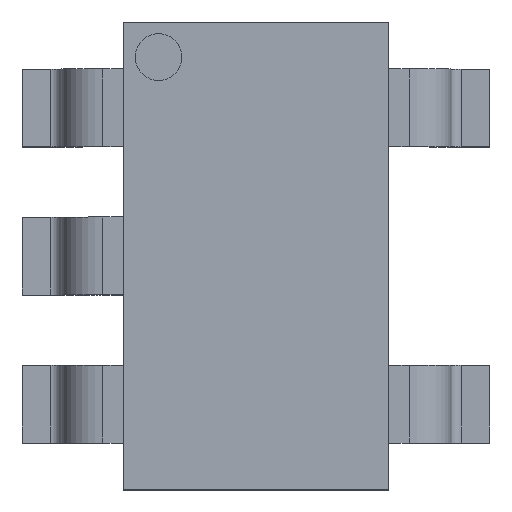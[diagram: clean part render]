
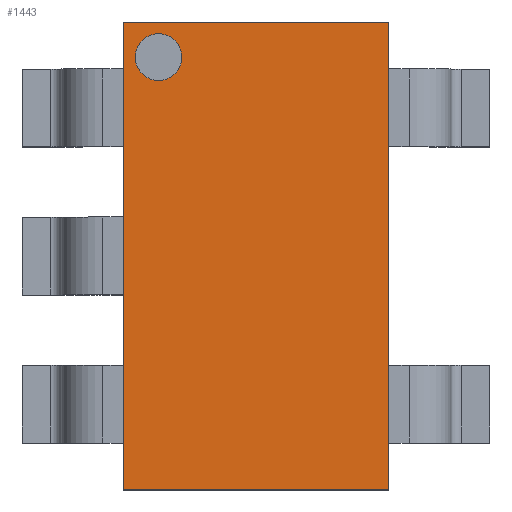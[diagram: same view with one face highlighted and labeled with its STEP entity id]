
A CAD part, top view. The second image highlights one B-rep face of the part: STEP entity #1443.
In plain terms, the highlighted planar face has unit normal (0, 0, 1).
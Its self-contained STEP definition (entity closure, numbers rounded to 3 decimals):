
#14=FACE_BOUND('',#224,.T.);
#61=CIRCLE('',#1558,0.15);
#150=FACE_OUTER_BOUND('',#223,.T.);
#223=EDGE_LOOP('',(#1211,#1212,#1213,#1214));
#224=EDGE_LOOP('',(#1215));
#376=LINE('',#2327,#529);
#377=LINE('',#2329,#530);
#378=LINE('',#2331,#531);
#379=LINE('',#2332,#532);
#529=VECTOR('',#1929,1.);
#530=VECTOR('',#1930,1.);
#531=VECTOR('',#1931,1.);
#532=VECTOR('',#1932,1.);
#662=VERTEX_POINT('',#2320);
#663=VERTEX_POINT('',#2325);
#664=VERTEX_POINT('',#2326);
#665=VERTEX_POINT('',#2328);
#666=VERTEX_POINT('',#2330);
#853=EDGE_CURVE('',#662,#662,#61,.T.);
#854=EDGE_CURVE('',#663,#664,#376,.T.);
#855=EDGE_CURVE('',#664,#665,#377,.T.);
#856=EDGE_CURVE('',#665,#666,#378,.T.);
#857=EDGE_CURVE('',#666,#663,#379,.T.);
#1211=ORIENTED_EDGE('',*,*,#854,.T.);
#1212=ORIENTED_EDGE('',*,*,#855,.T.);
#1213=ORIENTED_EDGE('',*,*,#856,.T.);
#1214=ORIENTED_EDGE('',*,*,#857,.T.);
#1215=ORIENTED_EDGE('',*,*,#853,.T.);
#1302=PLANE('',#1560);
#1443=ADVANCED_FACE('',(#150,#14),#1302,.T.);
#1558=AXIS2_PLACEMENT_3D('',#2322,#1923,#1924);
#1560=AXIS2_PLACEMENT_3D('',#2324,#1927,#1928);
#1923=DIRECTION('center_axis',(0.,0.,-1.));
#1924=DIRECTION('ref_axis',(1.,0.,0.));
#1927=DIRECTION('center_axis',(0.,0.,1.));
#1928=DIRECTION('ref_axis',(1.,0.,0.));
#1929=DIRECTION('',(0.,1.,0.));
#1930=DIRECTION('',(-1.,0.,0.));
#1931=DIRECTION('',(0.,-1.,0.));
#1932=DIRECTION('',(1.,0.,0.));
#2320=CARTESIAN_POINT('',(0.075,2.775,1.));
#2322=CARTESIAN_POINT('Origin',(0.225,2.775,1.));
#2324=CARTESIAN_POINT('Origin',(0.85,1.5,1.));
#2325=CARTESIAN_POINT('',(1.7,0.,1.));
#2326=CARTESIAN_POINT('',(1.7,3.,1.));
#2327=CARTESIAN_POINT('',(1.7,1.5,1.));
#2328=CARTESIAN_POINT('',(0.,3.,1.));
#2329=CARTESIAN_POINT('',(0.85,3.,1.));
#2330=CARTESIAN_POINT('',(0.,0.,1.));
#2331=CARTESIAN_POINT('',(0.,1.5,1.));
#2332=CARTESIAN_POINT('',(0.85,0.,1.));
